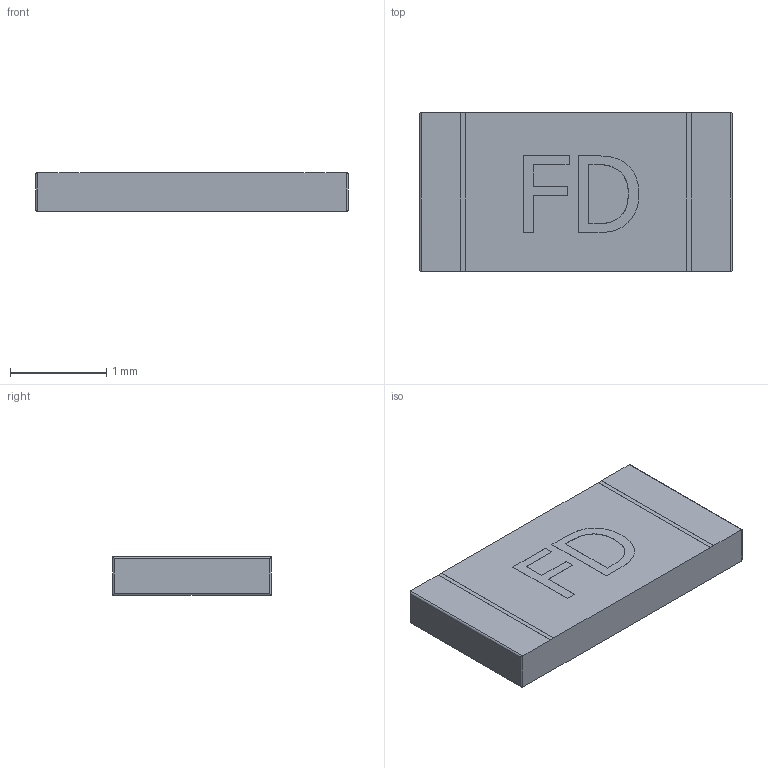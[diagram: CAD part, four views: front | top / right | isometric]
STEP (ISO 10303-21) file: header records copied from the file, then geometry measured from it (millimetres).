
FILE_DESCRIPTION((''),'2;1');
FILE_NAME('fuse.stp','2015-04-13T12:35:22',('s42851'),(''),'Autodesk Inventor 2012','Autodesk Inventor 2012','');
FILE_SCHEMA(('AUTOMOTIVE_DESIGN { 1 0 10303 214 1 1 1 1 }'));
Length unit declared in the file: millimetre
Products named in the file (1): fuse
Bounding box: 3.25 x 1.65 x 0.4 mm (x, y, z)
Volume: 2.1 mm3; surface area: 14.6 mm2
Topology: 1 solids, 1 shells, 49 faces, 124 edges, 80 vertices
Faces by surface type: plane 33, bspline 8, cylinder 8
Entity records: 1534 total; most frequent: CARTESIAN_POINT 358, ORIENTED_EDGE 248, DIRECTION 200, EDGE_CURVE 124, VECTOR 100, LINE 100, VERTEX_POINT 80, EDGE_LOOP 52
